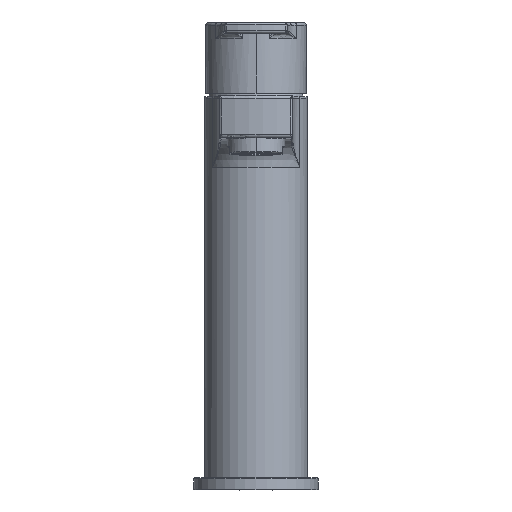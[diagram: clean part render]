
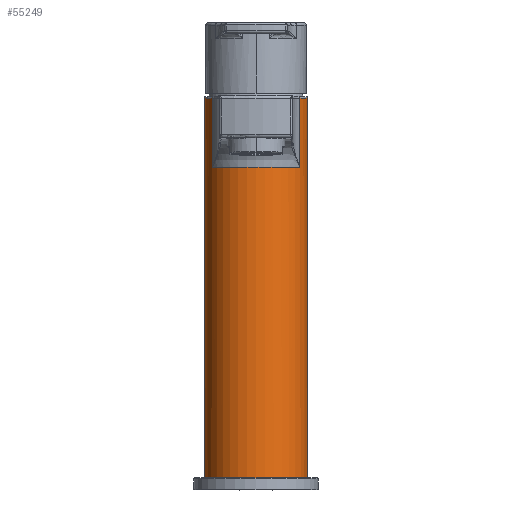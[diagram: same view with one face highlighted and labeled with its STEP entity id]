
A CAD part, top view. The second image highlights one B-rep face of the part: STEP entity #55249.
In plain terms, the highlighted cylindrical face has radius 21.6 mm (diameter 43.2 mm), a partial arc.
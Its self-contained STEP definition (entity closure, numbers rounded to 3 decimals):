
#4357=CARTESIAN_POINT('',(18.433,131.,11.26));
#4376=CARTESIAN_POINT('',(18.433,131.,11.26));
#4377=CARTESIAN_POINT('',(18.303,131.,11.473));
#4378=CARTESIAN_POINT('',(18.035,131.,11.894));
#4379=CARTESIAN_POINT('',(17.612,131.,12.512));
#4380=CARTESIAN_POINT('',(17.168,131.,13.115));
#4381=CARTESIAN_POINT('',(16.704,131.,13.702));
#4382=CARTESIAN_POINT('',(16.219,131.,14.272));
#4383=CARTESIAN_POINT('',(15.714,131.,14.826));
#4384=CARTESIAN_POINT('',(15.191,131.,15.361));
#4385=CARTESIAN_POINT('',(14.65,131.,15.879));
#4386=CARTESIAN_POINT('',(14.091,131.,16.377));
#4387=CARTESIAN_POINT('',(13.515,131.,16.855));
#4388=CARTESIAN_POINT('',(12.923,131.,17.313));
#4389=CARTESIAN_POINT('',(12.315,131.,17.751));
#4390=CARTESIAN_POINT('',(11.692,131.,18.167));
#4391=CARTESIAN_POINT('',(11.056,131.,18.561));
#4392=CARTESIAN_POINT('',(10.406,131.,18.933));
#4393=CARTESIAN_POINT('',(9.744,131.,19.282));
#4394=CARTESIAN_POINT('',(9.07,131.,19.608));
#4395=CARTESIAN_POINT('',(8.385,131.,19.911));
#4396=CARTESIAN_POINT('',(7.69,131.,20.189));
#4397=CARTESIAN_POINT('',(6.986,131.,20.444));
#4398=CARTESIAN_POINT('',(6.273,131.,20.674));
#4399=CARTESIAN_POINT('',(5.553,131.,20.879));
#4400=CARTESIAN_POINT('',(4.826,131.,21.058));
#4401=CARTESIAN_POINT('',(4.093,131.,21.213));
#4402=CARTESIAN_POINT('',(3.356,131.,21.342));
#4403=CARTESIAN_POINT('',(2.614,131.,21.446));
#4404=CARTESIAN_POINT('',(1.87,131.,21.523));
#4405=CARTESIAN_POINT('',(1.123,131.,21.575));
#4406=CARTESIAN_POINT('',(0.374,131.,21.601));
#4407=CARTESIAN_POINT('',(-0.374,131.,21.601));
#4408=CARTESIAN_POINT('',(-1.123,131.,21.575));
#4409=CARTESIAN_POINT('',(-1.87,131.,21.523));
#4410=CARTESIAN_POINT('',(-2.614,131.,21.446));
#4411=CARTESIAN_POINT('',(-3.356,131.,21.342));
#4412=CARTESIAN_POINT('',(-4.093,131.,21.213));
#4413=CARTESIAN_POINT('',(-4.826,131.,21.058));
#4414=CARTESIAN_POINT('',(-5.553,131.,20.879));
#4415=CARTESIAN_POINT('',(-6.273,131.,20.674));
#4416=CARTESIAN_POINT('',(-6.985,131.,20.444));
#4417=CARTESIAN_POINT('',(-7.69,131.,20.189));
#4418=CARTESIAN_POINT('',(-8.385,131.,19.911));
#4419=CARTESIAN_POINT('',(-9.07,131.,19.608));
#4420=CARTESIAN_POINT('',(-9.744,131.,19.282));
#4421=CARTESIAN_POINT('',(-10.406,131.,18.933));
#4422=CARTESIAN_POINT('',(-11.056,131.,18.561));
#4423=CARTESIAN_POINT('',(-11.692,131.,18.167));
#4424=CARTESIAN_POINT('',(-12.315,131.,17.751));
#4425=CARTESIAN_POINT('',(-12.922,131.,17.313));
#4426=CARTESIAN_POINT('',(-13.515,131.,16.855));
#4427=CARTESIAN_POINT('',(-14.091,131.,16.377));
#4428=CARTESIAN_POINT('',(-14.65,131.,15.879));
#4429=CARTESIAN_POINT('',(-15.191,131.,15.362));
#4430=CARTESIAN_POINT('',(-15.714,131.,14.826));
#4431=CARTESIAN_POINT('',(-16.219,131.,14.273));
#4432=CARTESIAN_POINT('',(-16.703,131.,13.702));
#4433=CARTESIAN_POINT('',(-17.168,131.,13.115));
#4434=CARTESIAN_POINT('',(-17.612,131.,12.512));
#4435=CARTESIAN_POINT('',(-18.035,131.,11.894));
#4436=CARTESIAN_POINT('',(-18.303,131.,11.473));
#4437=CARTESIAN_POINT('',(-18.433,131.,11.26));
#4462=CARTESIAN_POINT('',(-18.433,131.,11.26));
#4464=DIRECTION('',(0.,1.,0.));
#4465=VECTOR('',#4464,29.);
#4466=CARTESIAN_POINT('',(-18.433,131.,11.26));
#4467=LINE('',#4466,#4465);
#4473=CARTESIAN_POINT('',(0.,1.,0.));
#4474=DIRECTION('',(0.,1.,0.));
#4475=DIRECTION('',(-1.,0.,0.));
#4476=AXIS2_PLACEMENT_3D('',#4473,#4474,#4475);
#4478=DIRECTION('',(0.,1.,0.));
#4479=VECTOR('',#4478,159.);
#4480=CARTESIAN_POINT('',(-21.6,1.,0.));
#4481=LINE('',#4480,#4479);
#4482=CARTESIAN_POINT('',(0.,160.,0.));
#4483=DIRECTION('',(0.,1.,0.));
#4484=DIRECTION('',(-1.,0.,0.));
#4485=AXIS2_PLACEMENT_3D('',#4482,#4483,#4484);
#4487=CARTESIAN_POINT('',(0.,160.,0.));
#4488=DIRECTION('',(0.,1.,0.));
#4489=DIRECTION('',(0.853,0.,0.521));
#4490=AXIS2_PLACEMENT_3D('',#4487,#4488,#4489);
#8442=DIRECTION('',(0.,1.,0.));
#8443=VECTOR('',#8442,159.);
#8444=CARTESIAN_POINT('',(21.6,1.,0.));
#8445=LINE('',#8444,#8443);
#8924=DIRECTION('',(0.,-1.,0.));
#8925=VECTOR('',#8924,29.);
#8926=CARTESIAN_POINT('',(18.433,160.,11.26));
#8927=LINE('',#8926,#8925);
#41780=VERTEX_POINT('',#4462);
#41788=VERTEX_POINT('',#4357);
#41809=CARTESIAN_POINT('',(18.433,160.,11.26));
#41810=VERTEX_POINT('',#41809);
#41819=CARTESIAN_POINT('',(-18.433,160.,11.26));
#41820=VERTEX_POINT('',#41819);
#41865=CARTESIAN_POINT('',(-21.6,160.,0.));
#41866=VERTEX_POINT('',#41865);
#41867=CARTESIAN_POINT('',(21.6,160.,0.));
#41868=VERTEX_POINT('',#41867);
#51628=CARTESIAN_POINT('',(21.6,1.,0.));
#51629=CARTESIAN_POINT('',(-21.6,1.,0.));
#51630=VERTEX_POINT('',#51628);
#51631=VERTEX_POINT('',#51629);
#55228=CARTESIAN_POINT('',(0.,0.,0.));
#55229=DIRECTION('',(0.,1.,0.));
#55230=DIRECTION('',(1.,0.,0.));
#55231=AXIS2_PLACEMENT_3D('',#55228,#55229,#55230);
#55232=CYLINDRICAL_SURFACE('',#55231,21.6);
#55234=ORIENTED_EDGE('',*,*,#55233,.F.);
#55236=ORIENTED_EDGE('',*,*,#55235,.T.);
#55238=ORIENTED_EDGE('',*,*,#55237,.T.);
#55239=ORIENTED_EDGE('',*,*,#55212,.F.);
#55240=ORIENTED_EDGE('',*,*,#55123,.F.);
#55242=ORIENTED_EDGE('',*,*,#55241,.F.);
#55244=ORIENTED_EDGE('',*,*,#55243,.T.);
#55246=ORIENTED_EDGE('',*,*,#55245,.F.);
#55247=EDGE_LOOP('',(#55234,#55236,#55238,#55239,#55240,#55242,#55244,#55246));
#55248=FACE_OUTER_BOUND('',#55247,.F.);
#55249=ADVANCED_FACE('',(#55248),#55232,.T.);
#4438=B_SPLINE_CURVE_WITH_KNOTS('',3,(#4376,#4377,#4378,#4379,#4380,#4381,#4382,
#4383,#4384,#4385,#4386,#4387,#4388,#4389,#4390,#4391,#4392,#4393,#4394,#4395,
#4396,#4397,#4398,#4399,#4400,#4401,#4402,#4403,#4404,#4405,#4406,#4407,#4408,
#4409,#4410,#4411,#4412,#4413,#4414,#4415,#4416,#4417,#4418,#4419,#4420,#4421,
#4422,#4423,#4424,#4425,#4426,#4427,#4428,#4429,#4430,#4431,#4432,#4433,#4434,
#4435,#4436,#4437),.UNSPECIFIED.,.F.,.F.,(4,1,1,1,1,1,1,1,1,1,1,1,1,1,1,1,1,1,1,
1,1,1,1,1,1,1,1,1,1,1,1,1,1,1,1,1,1,1,1,1,1,1,1,1,1,1,1,1,1,1,1,1,1,1,1,1,1,1,1,
4),(0.,0.017,0.034,0.051,
0.068,0.085,0.102,0.119,
0.136,0.153,0.169,0.186,
0.203,0.22,0.237,0.254,
0.271,0.288,0.305,0.322,
0.339,0.356,0.373,0.39,
0.407,0.424,0.441,0.458,
0.475,0.492,0.508,0.525,
0.542,0.559,0.576,0.593,
0.61,0.627,0.644,0.661,
0.678,0.695,0.712,0.729,
0.746,0.763,0.78,0.797,
0.814,0.831,0.847,0.864,
0.881,0.898,0.915,0.932,
0.949,0.966,0.983,1.),.UNSPECIFIED.);
#4477=CIRCLE('',#4476,21.6);
#4486=CIRCLE('',#4485,21.6);
#4491=CIRCLE('',#4490,21.6);
#55123=EDGE_CURVE('',#41788,#41780,#4438,.T.);
#55212=EDGE_CURVE('',#41780,#41820,#4467,.T.);
#55233=EDGE_CURVE('',#51631,#51630,#4477,.T.);
#55235=EDGE_CURVE('',#51631,#41866,#4481,.T.);
#55237=EDGE_CURVE('',#41866,#41820,#4486,.T.);
#55241=EDGE_CURVE('',#41810,#41788,#8927,.T.);
#55243=EDGE_CURVE('',#41810,#41868,#4491,.T.);
#55245=EDGE_CURVE('',#51630,#41868,#8445,.T.);
